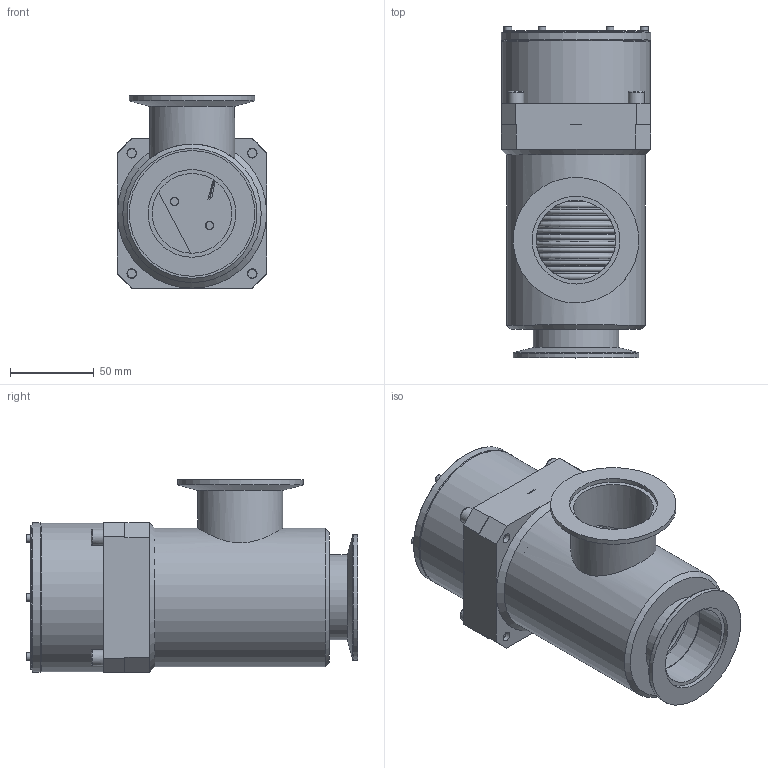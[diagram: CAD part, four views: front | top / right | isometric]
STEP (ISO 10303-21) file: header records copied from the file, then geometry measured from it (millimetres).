
FILE_DESCRIPTION((''),'2;1');
FILE_NAME('LPV1-50-AK-CNVS.ipt.stp','2013-08-14T16:16:09',(''),(''),'Autodesk Inventor 2013','Autodesk Inventor 2013','');
FILE_SCHEMA(('AUTOMOTIVE_DESIGN { 1 0 10303 214 1 1 1 1 }'));
Length unit declared in the file: inch
Products named in the file (1): LPV1-50-AK-CNVS
Bounding box: 89.15 x 197.88 x 114.68 mm (x, y, z)
Volume: 423616.9 mm3; surface area: 340913.1 mm2
Topology: 3 solids, 13 shells, 547 faces, 1132 edges, 725 vertices
Faces by surface type: plane 271, cylinder 113, torus 104, cone 59
Full cylindrical faces by diameter (mm): 1.981 x1, 2.159 x6, 2.261 x1, 2.845 x6, 2.946 x6, 3.175 x1, 4.648 x6, 4.851 x2, 5.156 x6, 5.766 x4, 6.35 x4, 6.731 x4, 7.137 x4, 8.001 x1, 8.89 x1, 9.525 x4, 9.563 x1, 9.627 x1, 10.287 x1, 11.113 x1, 11.43 x1, 12.065 x1, 12.7 x1, 14.224 x1, 14.288 x1, 15.748 x2, 18.275 x1, 19.037 x1, 22.225 x2, 28.067 x2
Entity records: 13238 total; most frequent: CARTESIAN_POINT 2397, DIRECTION 2302, ORIENTED_EDGE 1580, AXIS2_PLACEMENT_3D 1043, EDGE_LOOP 952, EDGE_CURVE 790, VERTEX_POINT 633, FACE_OUTER_BOUND 547
